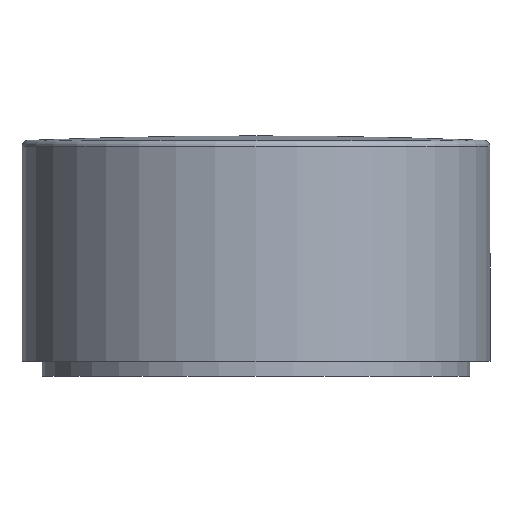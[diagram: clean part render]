
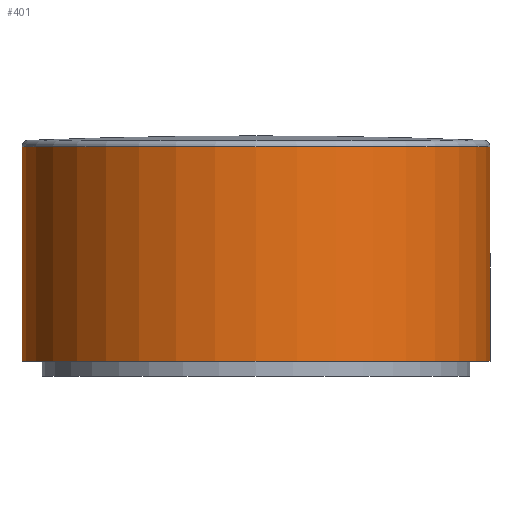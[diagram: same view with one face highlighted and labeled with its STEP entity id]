
A CAD part, left-side view. The second image highlights one B-rep face of the part: STEP entity #401.
In plain terms, the highlighted cylindrical face has radius 30.1 mm (diameter 60.2 mm), a partial arc.
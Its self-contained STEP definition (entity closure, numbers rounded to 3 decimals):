
#13 = LINE ( 'NONE', #313, #184 ) ;
#21 = EDGE_CURVE ( 'NONE', #468, #194, #240, .T. ) ;
#24 = VECTOR ( 'NONE', #433, 1000. ) ;
#28 = AXIS2_PLACEMENT_3D ( 'NONE', #137, #364, #134 ) ;
#75 = DIRECTION ( 'NONE',  ( 0., -1., 0. ) ) ;
#89 = ORIENTED_EDGE ( 'NONE', *, *, #391, .T. ) ;
#102 = CARTESIAN_POINT ( 'NONE',  ( 30.1, 0., 0. ) ) ;
#127 = DIRECTION ( 'NONE',  ( 0., -1., 0. ) ) ;
#134 = DIRECTION ( 'NONE',  ( 1., 0., 0. ) ) ;
#137 = CARTESIAN_POINT ( 'NONE',  ( 0., 27.627, 0. ) ) ;
#150 = EDGE_CURVE ( 'NONE', #348, #189, #363, .T. ) ;
#151 = CARTESIAN_POINT ( 'NONE',  ( -30.1, 27.627, 0. ) ) ;
#168 = EDGE_LOOP ( 'NONE', ( #380, #89, #271, #269 ) ) ;
#179 = AXIS2_PLACEMENT_3D ( 'NONE', #301, #75, #376 ) ;
#184 = VECTOR ( 'NONE', #357, 1000. ) ;
#189 = VERTEX_POINT ( 'NONE', #268 ) ;
#194 = VERTEX_POINT ( 'NONE', #151 ) ;
#213 = LINE ( 'NONE', #102, #24 ) ;
#240 = CIRCLE ( 'NONE', #28, 30.1 ) ;
#241 = CARTESIAN_POINT ( 'NONE',  ( 30.1, 0., 0. ) ) ;
#268 = CARTESIAN_POINT ( 'NONE',  ( -30.1, 0., 0. ) ) ;
#269 = ORIENTED_EDGE ( 'NONE', *, *, #467, .F. ) ;
#271 = ORIENTED_EDGE ( 'NONE', *, *, #150, .F. ) ;
#301 = CARTESIAN_POINT ( 'NONE',  ( 0., 0., 0. ) ) ;
#302 = DIRECTION ( 'NONE',  ( 1., 0., 0. ) ) ;
#307 = CYLINDRICAL_SURFACE ( 'NONE', #340, 30.1 ) ;
#311 = FACE_OUTER_BOUND ( 'NONE', #168, .T. ) ;
#313 = CARTESIAN_POINT ( 'NONE',  ( -30.1, 0., 0. ) ) ;
#340 = AXIS2_PLACEMENT_3D ( 'NONE', #464, #127, #302 ) ;
#348 = VERTEX_POINT ( 'NONE', #241 ) ;
#357 = DIRECTION ( 'NONE',  ( 0., -1., 0. ) ) ;
#363 = CIRCLE ( 'NONE', #179, 30.1 ) ;
#364 = DIRECTION ( 'NONE',  ( 0., -1., 0. ) ) ;
#376 = DIRECTION ( 'NONE',  ( 1., 0., 0. ) ) ;
#380 = ORIENTED_EDGE ( 'NONE', *, *, #21, .T. ) ;
#391 = EDGE_CURVE ( 'NONE', #194, #189, #13, .T. ) ;
#401 = ADVANCED_FACE ( 'NONE', ( #311 ), #307, .T. ) ;
#433 = DIRECTION ( 'NONE',  ( 0., -1., 0. ) ) ;
#464 = CARTESIAN_POINT ( 'NONE',  ( 0., 0., 0. ) ) ;
#467 = EDGE_CURVE ( 'NONE', #468, #348, #213, .T. ) ;
#468 = VERTEX_POINT ( 'NONE', #477 ) ;
#477 = CARTESIAN_POINT ( 'NONE',  ( 30.1, 27.627, 0. ) ) ;
